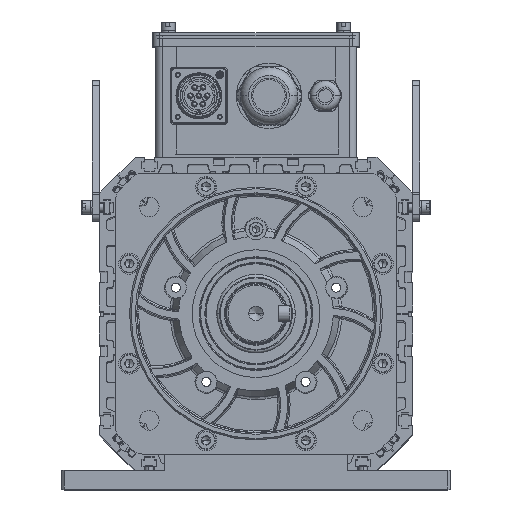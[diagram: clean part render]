
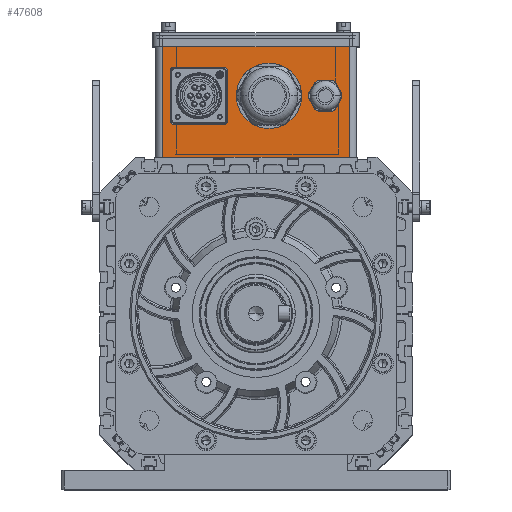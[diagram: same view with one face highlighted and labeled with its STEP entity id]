
A CAD part, top view. The second image highlights one B-rep face of the part: STEP entity #47608.
In plain terms, the highlighted planar face has unit normal (0, 0, 1).
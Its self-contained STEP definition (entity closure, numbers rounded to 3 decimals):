
#1617 = EDGE_LOOP ( 'NONE', ( #12948, #4494, #127816, #98232 ) ) ;
#4007 = AXIS2_PLACEMENT_3D ( 'NONE', #18062, #61964, #8681 ) ;
#4494 = ORIENTED_EDGE ( 'NONE', *, *, #80776, .F. ) ;
#5530 = ORIENTED_EDGE ( 'NONE', *, *, #106302, .F. ) ;
#5912 = CARTESIAN_POINT ( 'NONE',  ( -59., 137.25, -15. ) ) ;
#6043 = ORIENTED_EDGE ( 'NONE', *, *, #71498, .F. ) ;
#7105 = CARTESIAN_POINT ( 'NONE',  ( -22.5, 173.75, -15. ) ) ;
#8681 = DIRECTION ( 'NONE',  ( 0., 1., 0. ) ) ;
#9282 = ORIENTED_EDGE ( 'NONE', *, *, #138940, .F. ) ;
#12666 = CARTESIAN_POINT ( 'NONE',  ( 9.25, 137.25, -15. ) ) ;
#12948 = ORIENTED_EDGE ( 'NONE', *, *, #59943, .T. ) ;
#13901 = EDGE_CURVE ( 'NONE', #71750, #137294, #41406, .T. ) ;
#14169 = LINE ( 'NONE', #46546, #27912 ) ;
#14491 = FACE_BOUND ( 'NONE', #84167, .T. ) ;
#15213 = AXIS2_PLACEMENT_3D ( 'NONE', #93049, #136967, #29658 ) ;
#15534 = CIRCLE ( 'NONE', #4007, 10. ) ;
#15883 = ORIENTED_EDGE ( 'NONE', *, *, #13901, .F. ) ;
#17775 = EDGE_CURVE ( 'NONE', #81715, #141280, #115284, .T. ) ;
#18062 = CARTESIAN_POINT ( 'NONE',  ( 49.25, 155.5, -15. ) ) ;
#19519 = VECTOR ( 'NONE', #59107, 1000. ) ;
#19934 = VECTOR ( 'NONE', #24715, 1000. ) ;
#21663 = CARTESIAN_POINT ( 'NONE',  ( -59., 135.25, -15. ) ) ;
#23629 = CARTESIAN_POINT ( 'NONE',  ( 49.25, 165.5, -15. ) ) ;
#23864 = CARTESIAN_POINT ( 'NONE',  ( -61., 137.25, -15. ) ) ;
#24715 = DIRECTION ( 'NONE',  ( 1., 0., 0. ) ) ;
#24906 = DIRECTION ( 'NONE',  ( 0., 0., 1. ) ) ;
#25319 = VERTEX_POINT ( 'NONE', #131188 ) ;
#25349 = CARTESIAN_POINT ( 'NONE',  ( -59., 175.75, -15. ) ) ;
#27462 = DIRECTION ( 'NONE',  ( -1., 0., 0. ) ) ;
#27912 = VECTOR ( 'NONE', #90474, 1000. ) ;
#29658 = DIRECTION ( 'NONE',  ( 0., -1., 0. ) ) ;
#30592 = VERTEX_POINT ( 'NONE', #131892 ) ;
#31446 = CIRCLE ( 'NONE', #114260, 18.25 ) ;
#33359 = DIRECTION ( 'NONE',  ( 0., -1., 0. ) ) ;
#34086 = CARTESIAN_POINT ( 'NONE',  ( -59., 173.75, -15. ) ) ;
#34848 = VECTOR ( 'NONE', #94707, 1000. ) ;
#35375 = DIRECTION ( 'NONE',  ( 0., 0., -1. ) ) ;
#35646 = EDGE_LOOP ( 'NONE', ( #5530, #70001 ) ) ;
#35846 = DIRECTION ( 'NONE',  ( 0., 0., 1. ) ) ;
#36013 = CARTESIAN_POINT ( 'NONE',  ( -61., 173.75, -15. ) ) ;
#36619 = AXIS2_PLACEMENT_3D ( 'NONE', #53251, #24906, #119458 ) ;
#36996 = CARTESIAN_POINT ( 'NONE',  ( -66.75, 196.5, -15. ) ) ;
#37232 = CARTESIAN_POINT ( 'NONE',  ( -20.5, 173.75, -15. ) ) ;
#37497 = FACE_BOUND ( 'NONE', #35646, .T. ) ;
#37909 = VERTEX_POINT ( 'NONE', #12666 ) ;
#38561 = DIRECTION ( 'NONE',  ( 0., 1., 0. ) ) ;
#39177 = EDGE_CURVE ( 'NONE', #25319, #37909, #61878, .T. ) ;
#41406 = LINE ( 'NONE', #137913, #34848 ) ;
#41974 = VERTEX_POINT ( 'NONE', #56876 ) ;
#43073 = EDGE_CURVE ( 'NONE', #41974, #71723, #106634, .T. ) ;
#45587 = EDGE_LOOP ( 'NONE', ( #6043, #15883, #123089, #61615, #9282, #133747, #129854, #92385 ) ) ;
#46546 = CARTESIAN_POINT ( 'NONE',  ( -66.75, 196.5, -15. ) ) ;
#47608 = ADVANCED_FACE ( 'NONE', ( #14491, #37497, #81436, #56985 ), #100173, .F. ) ;
#50689 = ORIENTED_EDGE ( 'NONE', *, *, #39177, .F. ) ;
#50997 = DIRECTION ( 'NONE',  ( 0., -1., 0. ) ) ;
#51162 = CIRCLE ( 'NONE', #138518, 2. ) ;
#53251 = CARTESIAN_POINT ( 'NONE',  ( 9.25, 155.5, -15. ) ) ;
#55523 = CARTESIAN_POINT ( 'NONE',  ( -22.5, 135.25, -15. ) ) ;
#56876 = CARTESIAN_POINT ( 'NONE',  ( -59., 135.25, -15. ) ) ;
#56985 = FACE_BOUND ( 'NONE', #45587, .T. ) ;
#58155 = CARTESIAN_POINT ( 'NONE',  ( 9.25, 155.5, -15. ) ) ;
#59107 = DIRECTION ( 'NONE',  ( 0., -1., 0. ) ) ;
#59943 = EDGE_CURVE ( 'NONE', #114430, #122376, #92370, .T. ) ;
#60368 = DIRECTION ( 'NONE',  ( 0., 0., 1. ) ) ;
#61615 = ORIENTED_EDGE ( 'NONE', *, *, #17775, .F. ) ;
#61853 = VECTOR ( 'NONE', #27462, 1000. ) ;
#61878 = CIRCLE ( 'NONE', #36619, 18.25 ) ;
#61964 = DIRECTION ( 'NONE',  ( 0., 0., 1. ) ) ;
#63728 = AXIS2_PLACEMENT_3D ( 'NONE', #90808, #35375, #113788 ) ;
#64077 = CARTESIAN_POINT ( 'NONE',  ( 66.75, 111.5, -15. ) ) ;
#66506 = DIRECTION ( 'NONE',  ( 0., 0., 1. ) ) ;
#70001 = ORIENTED_EDGE ( 'NONE', *, *, #106922, .F. ) ;
#71498 = EDGE_CURVE ( 'NONE', #137294, #41974, #51162, .T. ) ;
#71723 = VERTEX_POINT ( 'NONE', #55523 ) ;
#71750 = VERTEX_POINT ( 'NONE', #36013 ) ;
#74387 = EDGE_CURVE ( 'NONE', #141280, #71750, #81801, .T. ) ;
#76742 = VERTEX_POINT ( 'NONE', #97695 ) ;
#77258 = VERTEX_POINT ( 'NONE', #36996 ) ;
#80776 = EDGE_CURVE ( 'NONE', #30592, #122376, #91550, .T. ) ;
#81052 = CARTESIAN_POINT ( 'NONE',  ( -66.75, 111.5, -15. ) ) ;
#81436 = FACE_OUTER_BOUND ( 'NONE', #1617, .T. ) ;
#81715 = VERTEX_POINT ( 'NONE', #113833 ) ;
#81801 = CIRCLE ( 'NONE', #127676, 2. ) ;
#83010 = CARTESIAN_POINT ( 'NONE',  ( 49.25, 145.5, -15. ) ) ;
#83707 = VERTEX_POINT ( 'NONE', #37232 ) ;
#84167 = EDGE_LOOP ( 'NONE', ( #50689, #115597 ) ) ;
#85755 = EDGE_CURVE ( 'NONE', #76742, #83707, #93269, .T. ) ;
#90474 = DIRECTION ( 'NONE',  ( 0., -1., 0. ) ) ;
#90573 = DIRECTION ( 'NONE',  ( 0., 1., 0. ) ) ;
#90808 = CARTESIAN_POINT ( 'NONE',  ( -66.75, 196.5, -15. ) ) ;
#91550 = LINE ( 'NONE', #105685, #19519 ) ;
#92370 = LINE ( 'NONE', #103130, #19934 ) ;
#92385 = ORIENTED_EDGE ( 'NONE', *, *, #43073, .F. ) ;
#92646 = VERTEX_POINT ( 'NONE', #23629 ) ;
#93049 = CARTESIAN_POINT ( 'NONE',  ( -22.5, 137.25, -15. ) ) ;
#93269 = LINE ( 'NONE', #125678, #123716 ) ;
#94707 = DIRECTION ( 'NONE',  ( 0., -1., 0. ) ) ;
#95140 = DIRECTION ( 'NONE',  ( 0., 1., 0. ) ) ;
#96510 = VECTOR ( 'NONE', #120278, 1000. ) ;
#97695 = CARTESIAN_POINT ( 'NONE',  ( -20.5, 137.25, -15. ) ) ;
#98232 = ORIENTED_EDGE ( 'NONE', *, *, #136687, .T. ) ;
#98692 = CARTESIAN_POINT ( 'NONE',  ( -66.75, 196.5, -15. ) ) ;
#98698 = DIRECTION ( 'NONE',  ( 1., 0., 0. ) ) ;
#100173 = PLANE ( 'NONE',  #63728 ) ;
#102491 = DIRECTION ( 'NONE',  ( 0., 1., 0. ) ) ;
#103130 = CARTESIAN_POINT ( 'NONE',  ( -66.75, 111.5, -15. ) ) ;
#105439 = CIRCLE ( 'NONE', #123861, 2. ) ;
#105685 = CARTESIAN_POINT ( 'NONE',  ( 66.75, 196.5, -15. ) ) ;
#106302 = EDGE_CURVE ( 'NONE', #92646, #118149, #137089, .T. ) ;
#106634 = LINE ( 'NONE', #21663, #106692 ) ;
#106692 = VECTOR ( 'NONE', #98698, 1000. ) ;
#106922 = EDGE_CURVE ( 'NONE', #118149, #92646, #15534, .T. ) ;
#113308 = DIRECTION ( 'NONE',  ( 0., 0., 1. ) ) ;
#113788 = DIRECTION ( 'NONE',  ( 0., -1., 0. ) ) ;
#113833 = CARTESIAN_POINT ( 'NONE',  ( -22.5, 175.75, -15. ) ) ;
#114260 = AXIS2_PLACEMENT_3D ( 'NONE', #58155, #35846, #90573 ) ;
#114430 = VERTEX_POINT ( 'NONE', #81052 ) ;
#115284 = LINE ( 'NONE', #25349, #61853 ) ;
#115597 = ORIENTED_EDGE ( 'NONE', *, *, #128816, .F. ) ;
#115996 = CARTESIAN_POINT ( 'NONE',  ( -59., 175.75, -15. ) ) ;
#118149 = VERTEX_POINT ( 'NONE', #83010 ) ;
#119458 = DIRECTION ( 'NONE',  ( 0., 1., 0. ) ) ;
#120278 = DIRECTION ( 'NONE',  ( 1., 0., 0. ) ) ;
#122376 = VERTEX_POINT ( 'NONE', #64077 ) ;
#123089 = ORIENTED_EDGE ( 'NONE', *, *, #74387, .F. ) ;
#123417 = CARTESIAN_POINT ( 'NONE',  ( 49.25, 155.5, -15. ) ) ;
#123716 = VECTOR ( 'NONE', #38561, 1000. ) ;
#123861 = AXIS2_PLACEMENT_3D ( 'NONE', #7105, #60368, #50997 ) ;
#125678 = CARTESIAN_POINT ( 'NONE',  ( -20.5, 173.75, -15. ) ) ;
#126128 = DIRECTION ( 'NONE',  ( 0., 0., 1. ) ) ;
#127676 = AXIS2_PLACEMENT_3D ( 'NONE', #34086, #66506, #33359 ) ;
#127816 = ORIENTED_EDGE ( 'NONE', *, *, #141301, .F. ) ;
#128816 = EDGE_CURVE ( 'NONE', #37909, #25319, #31446, .T. ) ;
#129735 = EDGE_CURVE ( 'NONE', #71723, #76742, #141716, .T. ) ;
#129854 = ORIENTED_EDGE ( 'NONE', *, *, #129735, .F. ) ;
#130215 = AXIS2_PLACEMENT_3D ( 'NONE', #123417, #113308, #102491 ) ;
#131188 = CARTESIAN_POINT ( 'NONE',  ( 9.25, 173.75, -15. ) ) ;
#131892 = CARTESIAN_POINT ( 'NONE',  ( 66.75, 196.5, -15. ) ) ;
#133747 = ORIENTED_EDGE ( 'NONE', *, *, #85755, .F. ) ;
#136687 = EDGE_CURVE ( 'NONE', #77258, #114430, #14169, .T. ) ;
#136967 = DIRECTION ( 'NONE',  ( 0., 0., 1. ) ) ;
#137089 = CIRCLE ( 'NONE', #130215, 10. ) ;
#137294 = VERTEX_POINT ( 'NONE', #23864 ) ;
#137913 = CARTESIAN_POINT ( 'NONE',  ( -61., 173.75, -15. ) ) ;
#138518 = AXIS2_PLACEMENT_3D ( 'NONE', #5912, #126128, #95140 ) ;
#138940 = EDGE_CURVE ( 'NONE', #83707, #81715, #105439, .T. ) ;
#141169 = LINE ( 'NONE', #98692, #96510 ) ;
#141280 = VERTEX_POINT ( 'NONE', #115996 ) ;
#141301 = EDGE_CURVE ( 'NONE', #77258, #30592, #141169, .T. ) ;
#141716 = CIRCLE ( 'NONE', #15213, 2. ) ;
